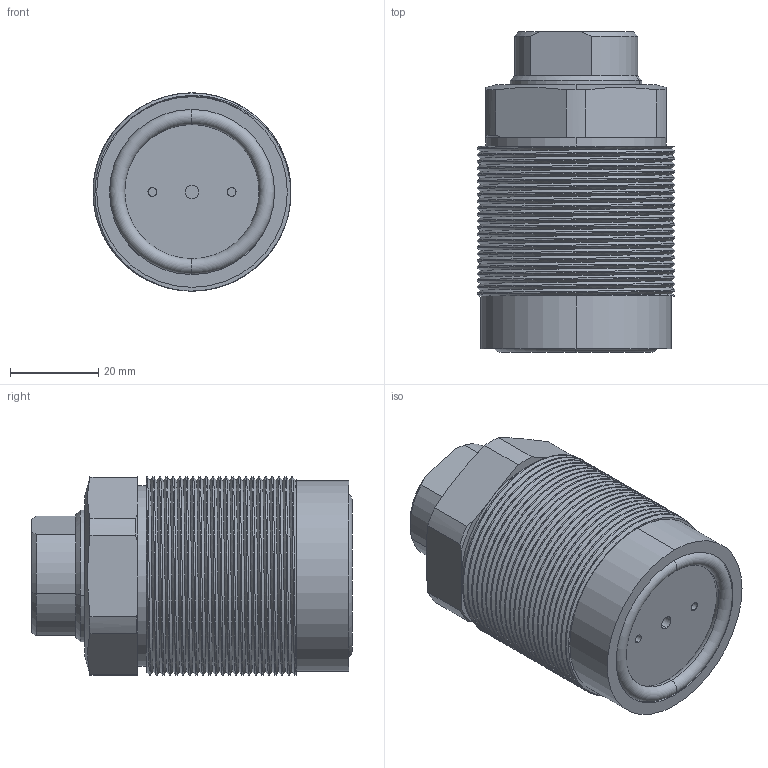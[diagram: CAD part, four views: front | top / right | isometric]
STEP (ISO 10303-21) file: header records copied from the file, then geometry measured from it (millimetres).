
FILE_DESCRIPTION (( 'STEP AP214' ), '1' );
FILE_NAME ('CTC-K045AM.STEP', '2018-10-31T06:47:11', ( '' ), ( '' ), 'SwSTEP 2.0', 'SolidWorks 2016', '' );
FILE_SCHEMA (( 'AUTOMOTIVE_DESIGN' ));
Length unit declared in the file: millimetre
Products named in the file (4): CTC-K045RM(BT); CTC-K045(O); CTC-K045AM(HSG); CTC-K045AM
Assembly tree (3 placements, depth 2):
  CTC-K045AM
    CTC-K045RM(BT)
    CTC-K045AM(HSG)
    CTC-K045(O)
Bounding box: 44.97 x 72.76 x 45 mm (x, y, z)
Volume: 79546.5 mm3; surface area: 31371.2 mm2
Topology: 3 solids, 3 shells, 123 faces, 318 edges, 204 vertices
Faces by surface type: cylinder 79, plane 26, cone 9, bspline 5, torus 4
Entity records: 9930 total; most frequent: CARTESIAN_POINT 7020, ORIENTED_EDGE 632, DIRECTION 535, EDGE_CURVE 316, AXIS2_PLACEMENT_3D 213, VERTEX_POINT 204, EDGE_LOOP 136, FACE_OUTER_BOUND 123
